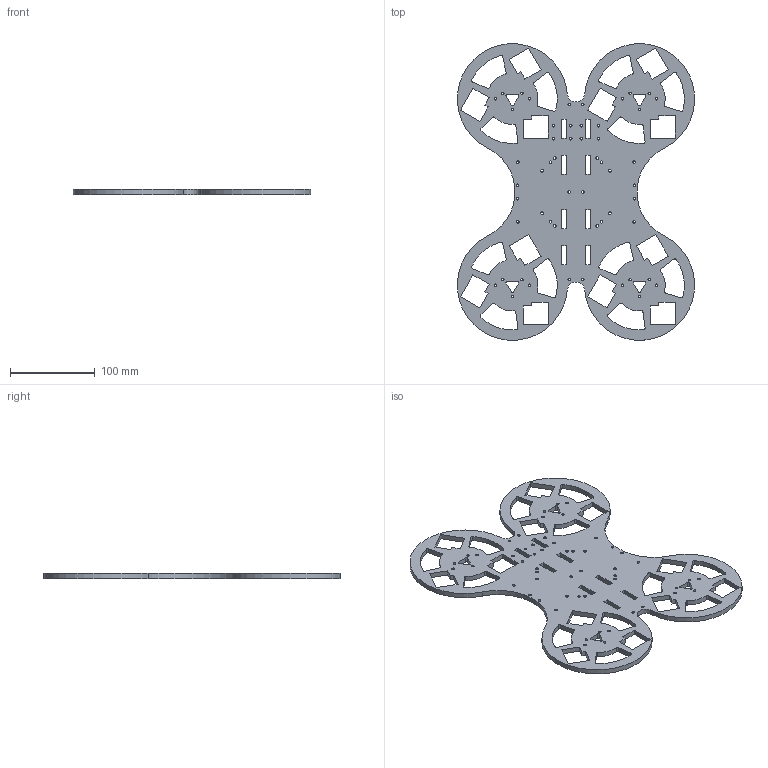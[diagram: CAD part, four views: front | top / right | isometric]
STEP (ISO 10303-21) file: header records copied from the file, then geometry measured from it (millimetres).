
FILE_DESCRIPTION(/* description */ ('Unknown'),/* implementation_level */ '2;1');
FILE_NAME(/* name */ 'Structuresketchnew_stl',/* time_stamp */ '2021-12-13T13:11:34+01:00',/* author */ ('Unknown'),/* organization */ ('Unknown'),/* preprocessor_version */ 'ST-DEVELOPER v18.1',/* originating_system */ 'Solid Edge',/* authorisation */ 'Unknown');
FILE_SCHEMA (('AUTOMOTIVE_DESIGN {1 0 10303 214 3 1 1}'));
Length unit declared in the file: millimetre
Products named in the file (1): Structuresketchnew
Bounding box: 279.77 x 349.68 x 6 mm (x, y, z)
Volume: 313140.1 mm3; surface area: 136333.3 mm2
Topology: 1 solids, 1 shells, 288 faces, 892 edges, 606 vertices
Faces by surface type: cylinder 146, plane 142
Full cylindrical faces by diameter (mm): 2.8 x12, 3 x26, 3.05 x8, 3.18 x8
Entity records: 9874 total; most frequent: DIRECTION 1674, CARTESIAN_POINT 1665, ORIENTED_EDGE 1608, EDGE_CURVE 804, AXIS2_PLACEMENT_3D 581, VERTEX_POINT 572, EDGE_LOOP 522, FACE_BOUND 522
